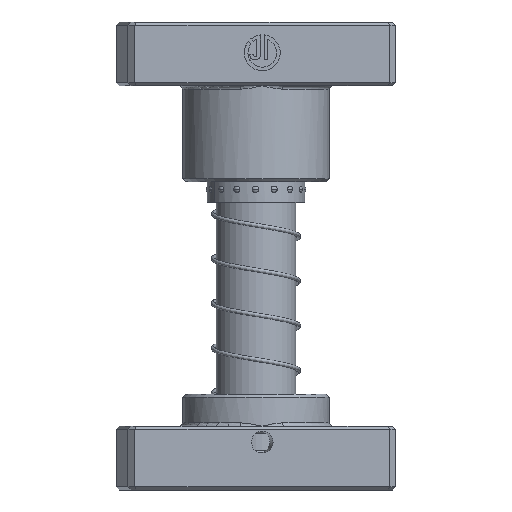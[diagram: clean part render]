
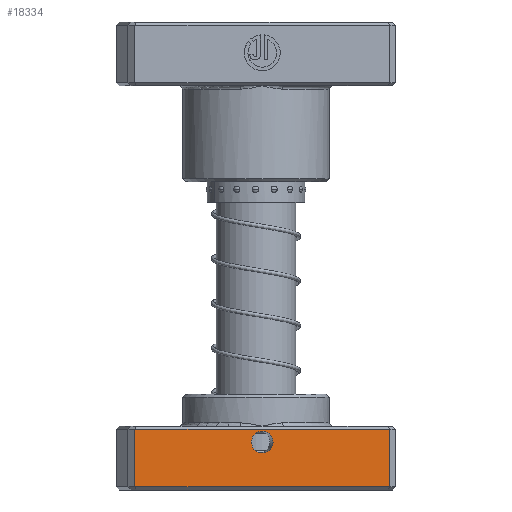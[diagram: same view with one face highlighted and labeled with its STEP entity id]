
A CAD part, front view. The second image highlights one B-rep face of the part: STEP entity #18334.
In plain terms, the highlighted face is planar.
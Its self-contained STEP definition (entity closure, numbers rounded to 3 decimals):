
#741 = DIRECTION ( 'NONE',  ( 0., 0., -1. ) ) ;
#790 = CIRCLE ( 'NONE', #20770, 3.4 ) ;
#811 = EDGE_CURVE ( 'NONE', #6156, #30329, #29372, .T. ) ;
#2550 = CARTESIAN_POINT ( 'NONE',  ( -40., -24., 20. ) ) ;
#4167 = VECTOR ( 'NONE', #35093, 1000. ) ;
#5275 = DIRECTION ( 'NONE',  ( 1., 0., 0. ) ) ;
#6156 = VERTEX_POINT ( 'NONE', #18142 ) ;
#6425 = CARTESIAN_POINT ( 'NONE',  ( 0., -24., 15. ) ) ;
#6682 = CARTESIAN_POINT ( 'NONE',  ( 0., -24., 15. ) ) ;
#8041 = AXIS2_PLACEMENT_3D ( 'NONE', #6425, #28499, #9606 ) ;
#9591 = VERTEX_POINT ( 'NONE', #28506 ) ;
#9606 = DIRECTION ( 'NONE',  ( 0., 0., -1. ) ) ;
#9876 = DIRECTION ( 'NONE',  ( 0., 0., -1. ) ) ;
#9893 = FACE_OUTER_BOUND ( 'NONE', #17463, .T. ) ;
#9918 = EDGE_CURVE ( 'NONE', #24825, #9591, #37584, .T. ) ;
#9935 = CARTESIAN_POINT ( 'NONE',  ( -40., -24., 20. ) ) ;
#10826 = CARTESIAN_POINT ( 'NONE',  ( 0., -24., 11.6 ) ) ;
#11270 = ORIENTED_EDGE ( 'NONE', *, *, #40171, .F. ) ;
#12138 = DIRECTION ( 'NONE',  ( 0., 0., 1. ) ) ;
#14501 = LINE ( 'NONE', #35636, #38724 ) ;
#16247 = AXIS2_PLACEMENT_3D ( 'NONE', #2550, #31052, #12138 ) ;
#16590 = EDGE_CURVE ( 'NONE', #30329, #24825, #34286, .T. ) ;
#17463 = EDGE_LOOP ( 'NONE', ( #30022, #32053, #37979, #24142 ) ) ;
#18142 = CARTESIAN_POINT ( 'NONE',  ( 40., -24., 19. ) ) ;
#18269 = FACE_BOUND ( 'NONE', #26702, .T. ) ;
#18334 = ADVANCED_FACE ( 'NONE', ( #18269, #9893 ), #33962, .F. ) ;
#19249 = VERTEX_POINT ( 'NONE', #10826 ) ;
#19686 = CARTESIAN_POINT ( 'NONE',  ( 0., -24., 18.4 ) ) ;
#20770 = AXIS2_PLACEMENT_3D ( 'NONE', #6682, #28748, #9876 ) ;
#23736 = CARTESIAN_POINT ( 'NONE',  ( -40., -24., 1. ) ) ;
#24142 = ORIENTED_EDGE ( 'NONE', *, *, #811, .T. ) ;
#24221 = CARTESIAN_POINT ( 'NONE',  ( -40., -24., 1. ) ) ;
#24825 = VERTEX_POINT ( 'NONE', #23736 ) ;
#25073 = ORIENTED_EDGE ( 'NONE', *, *, #28630, .F. ) ;
#25799 = EDGE_CURVE ( 'NONE', #6156, #9591, #14501, .T. ) ;
#25868 = VECTOR ( 'NONE', #741, 1000. ) ;
#26702 = EDGE_LOOP ( 'NONE', ( #25073, #11270 ) ) ;
#28499 = DIRECTION ( 'NONE',  ( 0., -1., 0. ) ) ;
#28506 = CARTESIAN_POINT ( 'NONE',  ( 40., -24., 1. ) ) ;
#28630 = EDGE_CURVE ( 'NONE', #19249, #38312, #31271, .T. ) ;
#28748 = DIRECTION ( 'NONE',  ( 0., -1., 0. ) ) ;
#29111 = DIRECTION ( 'NONE',  ( 0., 0., -1. ) ) ;
#29155 = VECTOR ( 'NONE', #5275, 1000. ) ;
#29372 = LINE ( 'NONE', #38542, #4167 ) ;
#30022 = ORIENTED_EDGE ( 'NONE', *, *, #16590, .T. ) ;
#30329 = VERTEX_POINT ( 'NONE', #32970 ) ;
#31052 = DIRECTION ( 'NONE',  ( 0., 1., 0. ) ) ;
#31271 = CIRCLE ( 'NONE', #8041, 3.4 ) ;
#32053 = ORIENTED_EDGE ( 'NONE', *, *, #9918, .T. ) ;
#32970 = CARTESIAN_POINT ( 'NONE',  ( -40., -24., 19. ) ) ;
#33962 = PLANE ( 'NONE',  #16247 ) ;
#34286 = LINE ( 'NONE', #9935, #25868 ) ;
#35093 = DIRECTION ( 'NONE',  ( -1., 0., 0. ) ) ;
#35636 = CARTESIAN_POINT ( 'NONE',  ( 40., -24., 20. ) ) ;
#37584 = LINE ( 'NONE', #24221, #29155 ) ;
#37979 = ORIENTED_EDGE ( 'NONE', *, *, #25799, .F. ) ;
#38312 = VERTEX_POINT ( 'NONE', #19686 ) ;
#38542 = CARTESIAN_POINT ( 'NONE',  ( -40., -24., 19. ) ) ;
#38724 = VECTOR ( 'NONE', #29111, 1000. ) ;
#40171 = EDGE_CURVE ( 'NONE', #38312, #19249, #790, .T. ) ;
